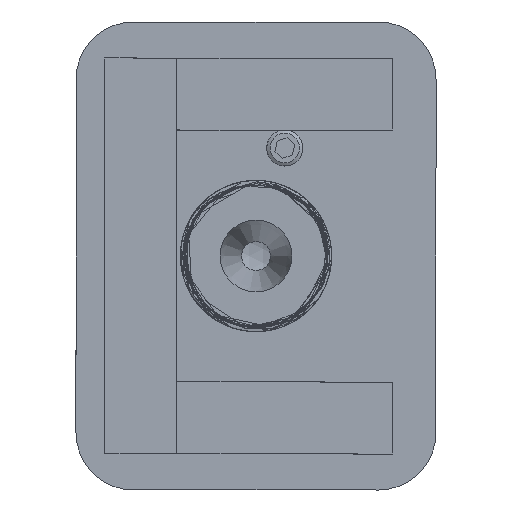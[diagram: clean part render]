
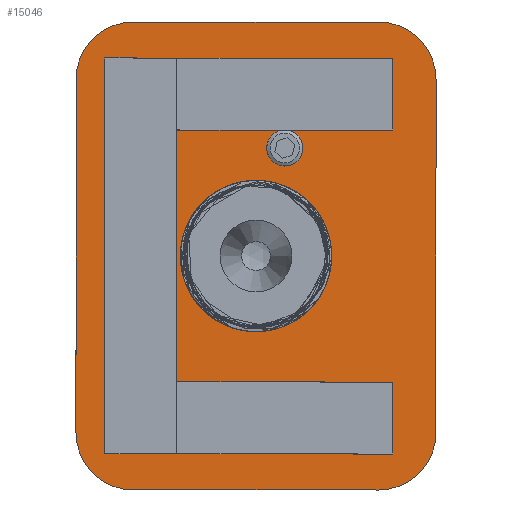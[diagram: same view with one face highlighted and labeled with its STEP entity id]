
A CAD part, left-side view. The second image highlights one B-rep face of the part: STEP entity #15046.
In plain terms, the highlighted face is planar.
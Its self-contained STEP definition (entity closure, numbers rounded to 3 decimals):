
#1842 = CIRCLE ( 'NONE', #59672, 8. ) ;
#1950 = AXIS2_PLACEMENT_3D ( 'NONE', #55914, #56249, #7862 ) ;
#2402 = VERTEX_POINT ( 'NONE', #39480 ) ;
#2730 = VERTEX_POINT ( 'NONE', #12882 ) ;
#4391 = AXIS2_PLACEMENT_3D ( 'NONE', #21586, #49080, #38307 ) ;
#5282 = CIRCLE ( 'NONE', #1950, 8.2 ) ;
#6141 = DIRECTION ( 'NONE',  ( 0., 1., 0. ) ) ;
#6311 = EDGE_CURVE ( 'NONE', #11637, #61946, #49831, .T. ) ;
#6716 = ORIENTED_EDGE ( 'NONE', *, *, #6311, .F. ) ;
#7141 = VERTEX_POINT ( 'NONE', #12335 ) ;
#7507 = PLANE ( 'NONE',  #60390 ) ;
#7862 = DIRECTION ( 'NONE',  ( 0., 0., 1. ) ) ;
#9599 = CARTESIAN_POINT ( 'NONE',  ( 32.5, 0., -17. ) ) ;
#9627 = ORIENTED_EDGE ( 'NONE', *, *, #17422, .F. ) ;
#10805 = EDGE_LOOP ( 'NONE', ( #44672, #6716, #42534, #9627, #12558, #44748, #25809, #58266 ) ) ;
#11044 = EDGE_CURVE ( 'NONE', #38624, #47763, #68740, .T. ) ;
#11555 = CARTESIAN_POINT ( 'NONE',  ( -32.5, 0., 17. ) ) ;
#11637 = VERTEX_POINT ( 'NONE', #23728 ) ;
#12046 = CIRCLE ( 'NONE', #56442, 2.5 ) ;
#12335 = CARTESIAN_POINT ( 'NONE',  ( 24.5, 0., 25. ) ) ;
#12558 = ORIENTED_EDGE ( 'NONE', *, *, #63245, .F. ) ;
#12591 = DIRECTION ( 'NONE',  ( 0., 0., 1. ) ) ;
#12758 = FACE_BOUND ( 'NONE', #24403, .T. ) ;
#12882 = CARTESIAN_POINT ( 'NONE',  ( -15., 0., 6.5 ) ) ;
#15046 = ADVANCED_FACE ( 'NONE', ( #64620, #12758, #33991 ), #7507, .F. ) ;
#17056 = CARTESIAN_POINT ( 'NONE',  ( 24.5, 0., -25. ) ) ;
#17144 = DIRECTION ( 'NONE',  ( 0., 0., 1. ) ) ;
#17294 = EDGE_CURVE ( 'NONE', #61946, #2402, #1842, .T. ) ;
#17422 = EDGE_CURVE ( 'NONE', #61863, #63850, #27476, .T. ) ;
#17663 = AXIS2_PLACEMENT_3D ( 'NONE', #44782, #24886, #40927 ) ;
#18597 = LINE ( 'NONE', #62064, #44753 ) ;
#19312 = ORIENTED_EDGE ( 'NONE', *, *, #65162, .T. ) ;
#20466 = CIRCLE ( 'NONE', #61615, 8. ) ;
#21586 = CARTESIAN_POINT ( 'NONE',  ( -24.5, 0., -17. ) ) ;
#22328 = CARTESIAN_POINT ( 'NONE',  ( 24.5, 0., 17. ) ) ;
#23121 = EDGE_CURVE ( 'NONE', #59873, #59873, #5282, .T. ) ;
#23728 = CARTESIAN_POINT ( 'NONE',  ( -32.5, 0., -17. ) ) ;
#24403 = EDGE_LOOP ( 'NONE', ( #41181 ) ) ;
#24886 = DIRECTION ( 'NONE',  ( 0., 1., 0. ) ) ;
#25250 = EDGE_CURVE ( 'NONE', #63850, #11637, #25497, .T. ) ;
#25497 = CIRCLE ( 'NONE', #4391, 8. ) ;
#25809 = ORIENTED_EDGE ( 'NONE', *, *, #39303, .F. ) ;
#25929 = CARTESIAN_POINT ( 'NONE',  ( 32.5, 0., 17. ) ) ;
#26860 = DIRECTION ( 'NONE',  ( 0., 1., 0. ) ) ;
#27476 = LINE ( 'NONE', #17056, #51852 ) ;
#27723 = CARTESIAN_POINT ( 'NONE',  ( -24.5, 0., 17. ) ) ;
#29488 = DIRECTION ( 'NONE',  ( 0., 1., 0. ) ) ;
#30152 = EDGE_CURVE ( 'NONE', #2402, #7141, #18597, .T. ) ;
#30805 = DIRECTION ( 'NONE',  ( 0., 0., -1. ) ) ;
#33991 = FACE_BOUND ( 'NONE', #49872, .T. ) ;
#36178 = VECTOR ( 'NONE', #12591, 1000. ) ;
#36558 = CIRCLE ( 'NONE', #17663, 8. ) ;
#36887 = DIRECTION ( 'NONE',  ( 0., 1., 0. ) ) ;
#37490 = CARTESIAN_POINT ( 'NONE',  ( 32.5, 0., 17. ) ) ;
#38307 = DIRECTION ( 'NONE',  ( 0., 0., 1. ) ) ;
#38624 = VERTEX_POINT ( 'NONE', #37490 ) ;
#39303 = EDGE_CURVE ( 'NONE', #7141, #38624, #20466, .T. ) ;
#39480 = CARTESIAN_POINT ( 'NONE',  ( -24.5, 0., 25. ) ) ;
#40927 = DIRECTION ( 'NONE',  ( 0., 0., 1. ) ) ;
#41181 = ORIENTED_EDGE ( 'NONE', *, *, #23121, .T. ) ;
#41591 = CARTESIAN_POINT ( 'NONE',  ( 24.5, 0., -25. ) ) ;
#42534 = ORIENTED_EDGE ( 'NONE', *, *, #25250, .F. ) ;
#43168 = DIRECTION ( 'NONE',  ( -1., 0., 0. ) ) ;
#44672 = ORIENTED_EDGE ( 'NONE', *, *, #17294, .F. ) ;
#44748 = ORIENTED_EDGE ( 'NONE', *, *, #11044, .F. ) ;
#44753 = VECTOR ( 'NONE', #51632, 1000. ) ;
#44782 = CARTESIAN_POINT ( 'NONE',  ( 24.5, 0., -17. ) ) ;
#47763 = VERTEX_POINT ( 'NONE', #9599 ) ;
#49080 = DIRECTION ( 'NONE',  ( 0., 1., 0. ) ) ;
#49831 = LINE ( 'NONE', #11555, #36178 ) ;
#49872 = EDGE_LOOP ( 'NONE', ( #19312 ) ) ;
#50057 = DIRECTION ( 'NONE',  ( 0., 0., 1. ) ) ;
#51327 = CARTESIAN_POINT ( 'NONE',  ( -32.5, 0., 17. ) ) ;
#51632 = DIRECTION ( 'NONE',  ( 1., 0., 0. ) ) ;
#51852 = VECTOR ( 'NONE', #43168, 1000. ) ;
#52572 = CARTESIAN_POINT ( 'NONE',  ( -24.5, 0., 17. ) ) ;
#53494 = VECTOR ( 'NONE', #30805, 1000. ) ;
#54534 = DIRECTION ( 'NONE',  ( 0., 0., 1. ) ) ;
#55914 = CARTESIAN_POINT ( 'NONE',  ( 0., 0., 0. ) ) ;
#55953 = CARTESIAN_POINT ( 'NONE',  ( -15., 0., 4. ) ) ;
#56249 = DIRECTION ( 'NONE',  ( 0., 1., 0. ) ) ;
#56442 = AXIS2_PLACEMENT_3D ( 'NONE', #55953, #29488, #50057 ) ;
#57470 = CARTESIAN_POINT ( 'NONE',  ( -24.5, 0., -25. ) ) ;
#57781 = DIRECTION ( 'NONE',  ( 0., 0., 1. ) ) ;
#58266 = ORIENTED_EDGE ( 'NONE', *, *, #30152, .F. ) ;
#59672 = AXIS2_PLACEMENT_3D ( 'NONE', #52572, #36887, #57781 ) ;
#59873 = VERTEX_POINT ( 'NONE', #64404 ) ;
#60390 = AXIS2_PLACEMENT_3D ( 'NONE', #27723, #6141, #54534 ) ;
#61615 = AXIS2_PLACEMENT_3D ( 'NONE', #22328, #26860, #17144 ) ;
#61863 = VERTEX_POINT ( 'NONE', #41591 ) ;
#61946 = VERTEX_POINT ( 'NONE', #51327 ) ;
#62064 = CARTESIAN_POINT ( 'NONE',  ( 24.5, 0., 25. ) ) ;
#63245 = EDGE_CURVE ( 'NONE', #47763, #61863, #36558, .T. ) ;
#63850 = VERTEX_POINT ( 'NONE', #57470 ) ;
#64404 = CARTESIAN_POINT ( 'NONE',  ( 0., 0., 8.2 ) ) ;
#64620 = FACE_OUTER_BOUND ( 'NONE', #10805, .T. ) ;
#65162 = EDGE_CURVE ( 'NONE', #2730, #2730, #12046, .T. ) ;
#68740 = LINE ( 'NONE', #25929, #53494 ) ;
